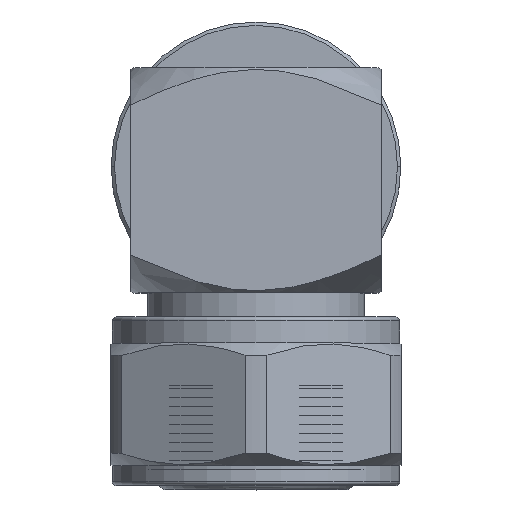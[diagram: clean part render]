
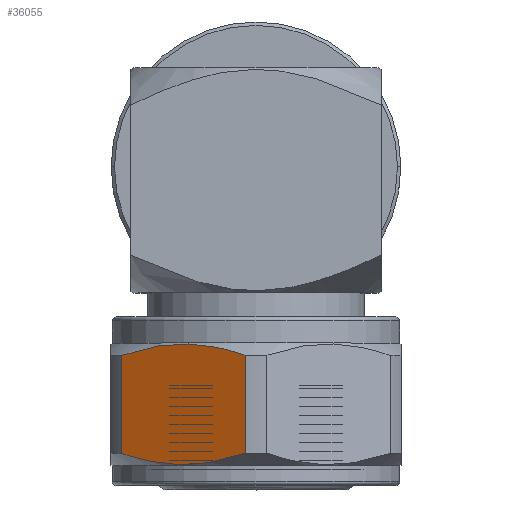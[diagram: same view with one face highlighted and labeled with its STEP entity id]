
A CAD part, top view. The second image highlights one B-rep face of the part: STEP entity #36055.
In plain terms, the highlighted face is planar.
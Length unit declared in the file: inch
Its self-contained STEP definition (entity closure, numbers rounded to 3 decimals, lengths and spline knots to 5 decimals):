
#163 = ORIENTED_EDGE ( 'NONE', *, *, #13117, .F. ) ;
#1427 = CARTESIAN_POINT ( 'NONE',  ( 0.42258, 0.31371, -0.32278 ) ) ;
#2914 = VERTEX_POINT ( 'NONE', #59227 ) ;
#5497 = ORIENTED_EDGE ( 'NONE', *, *, #63371, .F. ) ;
#6100 = B_SPLINE_CURVE_WITH_KNOTS ( 'NONE', 3,
 ( #28662, #23677, #8666, #18669, #28005, #43322, #13334, #63340, #44003, #63671, #7339, #53652, #13007, #43671, #22686, #33663, #64347, #17664, #64664, #33335, #32661, #33992, #27675, #38674, #52984, #53978, #47991, #37996, #38997, #44327, #17999, #54320 ),
 .UNSPECIFIED., .F., .F.,
 ( 4, 2, 2, 1, 1, 2, 2, 2, 2, 2, 2, 2, 2, 1, 1, 2, 2, 4 ),
 ( 0., 0.125, 0.1875, 0.21875, 0.23438, 0.24219, 0.25, 0.375, 0.4375, 0.46875, 0.5, 0.625, 0.6875, 0.71875, 0.73438, 0.74219, 0.75, 1. ),
 .UNSPECIFIED. ) ;
#6779 = VECTOR ( 'NONE', #25858, 39.37008 ) ;
#7339 = CARTESIAN_POINT ( 'NONE',  ( 0.08307, 0.42942, -0.12235 ) ) ;
#7401 = CARTESIAN_POINT ( 'NONE',  ( 0.43365, 0.39239, -0.18647 ) ) ;
#7734 = CARTESIAN_POINT ( 'NONE',  ( 0.43437, 0.38348, -0.20193 ) ) ;
#8666 = CARTESIAN_POINT ( 'NONE',  ( 0.09756, 0.46343, -0.06343 ) ) ;
#11409 = CARTESIAN_POINT ( 'NONE',  ( 0.42878, 0.41705, -0.14376 ) ) ;
#11754 = CARTESIAN_POINT ( 'NONE',  ( 0.4113, 0.46313, -0.06398 ) ) ;
#13007 = CARTESIAN_POINT ( 'NONE',  ( 0.07762, 0.411, -0.15424 ) ) ;
#13117 = EDGE_CURVE ( 'NONE', #2914, #41392, #6100, .T. ) ;
#13334 = CARTESIAN_POINT ( 'NONE',  ( 0.08553, 0.43639, -0.11029 ) ) ;
#13440 = B_SPLINE_CURVE_WITH_KNOTS ( 'NONE', 3,
 ( #34539, #14857, #29525, #34852, #60198, #14526, #1427, #21752, #52396, #41743, #53385, #17405, #32717, #63401, #27075, #32403, #52066, #37738, #42733, #7734, #7401, #17723, #57410, #11409, #38053, #62744, #53044, #62409, #48050, #48380, #11754, #27736 ),
 .UNSPECIFIED., .F., .F.,
 ( 4, 2, 2, 1, 1, 2, 2, 2, 2, 2, 2, 2, 2, 1, 1, 2, 2, 4 ),
 ( 0., 0.125, 0.1875, 0.21875, 0.23437, 0.24219, 0.25, 0.375, 0.4375, 0.46875, 0.5, 0.625, 0.6875, 0.71875, 0.73438, 0.74219, 0.75, 1. ),
 .UNSPECIFIED. ) ;
#14526 = CARTESIAN_POINT ( 'NONE',  ( 0.42133, 0.31048, -0.32837 ) ) ;
#14857 = CARTESIAN_POINT ( 'NONE',  ( 0.40577, 0.27789, -0.38482 ) ) ;
#17405 = CARTESIAN_POINT ( 'NONE',  ( 0.42823, 0.33024, -0.29415 ) ) ;
#17664 = CARTESIAN_POINT ( 'NONE',  ( 0.07384, 0.3801, -0.20779 ) ) ;
#17723 = CARTESIAN_POINT ( 'NONE',  ( 0.43141, 0.40581, -0.16322 ) ) ;
#17999 = CARTESIAN_POINT ( 'NONE',  ( 0.09682, 0.28697, -0.36909 ) ) ;
#18669 = CARTESIAN_POINT ( 'NONE',  ( 0.09133, 0.4504, -0.086 ) ) ;
#20119 = VERTEX_POINT ( 'NONE', #63679 ) ;
#21195 = CARTESIAN_POINT ( 'NONE',  ( 0.58702, 0.48114, -0.03279 ) ) ;
#21752 = CARTESIAN_POINT ( 'NONE',  ( 0.42394, 0.31747, -0.31626 ) ) ;
#22686 = CARTESIAN_POINT ( 'NONE',  ( 0.07477, 0.39335, -0.18481 ) ) ;
#23677 = CARTESIAN_POINT ( 'NONE',  ( 0.10235, 0.47221, -0.04825 ) ) ;
#24043 = PLANE ( 'NONE',  #37231 ) ;
#24261 = EDGE_CURVE ( 'NONE', #41392, #20119, #40925, .T. ) ;
#24299 = CARTESIAN_POINT ( 'NONE',  ( 0.58702, 0.26896, -0.40028 ) ) ;
#25858 = DIRECTION ( 'NONE',  ( -1., 0., 0. ) ) ;
#27075 = CARTESIAN_POINT ( 'NONE',  ( 0.43334, 0.35672, -0.24825 ) ) ;
#27675 = CARTESIAN_POINT ( 'NONE',  ( 0.07764, 0.33978, -0.27759 ) ) ;
#27736 = CARTESIAN_POINT ( 'NONE',  ( 0.40034, 0.48114, -0.03279 ) ) ;
#28005 = CARTESIAN_POINT ( 'NONE',  ( 0.08942, 0.44608, -0.09349 ) ) ;
#28662 = CARTESIAN_POINT ( 'NONE',  ( 0.10777, 0.48114, -0.03279 ) ) ;
#29525 = CARTESIAN_POINT ( 'NONE',  ( 0.41056, 0.28665, -0.36963 ) ) ;
#32403 = CARTESIAN_POINT ( 'NONE',  ( 0.43393, 0.36335, -0.23678 ) ) ;
#32661 = CARTESIAN_POINT ( 'NONE',  ( 0.07447, 0.35768, -0.24658 ) ) ;
#32717 = CARTESIAN_POINT ( 'NONE',  ( 0.43049, 0.33907, -0.27881 ) ) ;
#33335 = CARTESIAN_POINT ( 'NONE',  ( 0.07374, 0.36662, -0.23114 ) ) ;
#33663 = CARTESIAN_POINT ( 'NONE',  ( 0.07419, 0.38673, -0.19628 ) ) ;
#33992 = CARTESIAN_POINT ( 'NONE',  ( 0.07671, 0.34426, -0.26983 ) ) ;
#34539 = CARTESIAN_POINT ( 'NONE',  ( 0.40034, 0.26896, -0.40028 ) ) ;
#34852 = CARTESIAN_POINT ( 'NONE',  ( 0.41678, 0.29968, -0.34706 ) ) ;
#35926 = DIRECTION ( 'NONE',  ( 1., 0., 0. ) ) ;
#36055 = ADVANCED_FACE ( 'NONE', ( #54023 ), #24043, .T. ) ;
#37231 = AXIS2_PLACEMENT_3D ( 'NONE', #65029, #60019, #44046 ) ;
#37738 = CARTESIAN_POINT ( 'NONE',  ( 0.43428, 0.37, -0.22528 ) ) ;
#37996 = CARTESIAN_POINT ( 'NONE',  ( 0.08235, 0.32284, -0.30697 ) ) ;
#38053 = CARTESIAN_POINT ( 'NONE',  ( 0.42786, 0.42044, -0.1379 ) ) ;
#38674 = CARTESIAN_POINT ( 'NONE',  ( 0.07934, 0.33303, -0.2893 ) ) ;
#38997 = CARTESIAN_POINT ( 'NONE',  ( 0.08255, 0.32224, -0.308 ) ) ;
#40925 = LINE ( 'NONE', #24299, #45693 ) ;
#41392 = VERTEX_POINT ( 'NONE', #47838 ) ;
#41743 = CARTESIAN_POINT ( 'NONE',  ( 0.42487, 0.32016, -0.3116 ) ) ;
#42733 = CARTESIAN_POINT ( 'NONE',  ( 0.43433, 0.37219, -0.22149 ) ) ;
#43322 = CARTESIAN_POINT ( 'NONE',  ( 0.08679, 0.43962, -0.10469 ) ) ;
#43671 = CARTESIAN_POINT ( 'NONE',  ( 0.07534, 0.39776, -0.17717 ) ) ;
#44003 = CARTESIAN_POINT ( 'NONE',  ( 0.08361, 0.43101, -0.1196 ) ) ;
#44046 = DIRECTION ( 'NONE',  ( -1., 0., 0. ) ) ;
#44327 = CARTESIAN_POINT ( 'NONE',  ( 0.08847, 0.30434, -0.33901 ) ) ;
#45693 = VECTOR ( 'NONE', #35926, 39.37008 ) ;
#46260 = ORIENTED_EDGE ( 'NONE', *, *, #47386, .F. ) ;
#47386 = EDGE_CURVE ( 'NONE', #20119, #58561, #13440, .T. ) ;
#47838 = CARTESIAN_POINT ( 'NONE',  ( 0.10777, 0.26896, -0.40028 ) ) ;
#47991 = CARTESIAN_POINT ( 'NONE',  ( 0.08199, 0.32398, -0.305 ) ) ;
#48050 = CARTESIAN_POINT ( 'NONE',  ( 0.42557, 0.42786, -0.12507 ) ) ;
#48116 = ORIENTED_EDGE ( 'NONE', *, *, #24261, .F. ) ;
#48272 = EDGE_LOOP ( 'NONE', ( #46260, #48116, #163, #5497 ) ) ;
#48380 = CARTESIAN_POINT ( 'NONE',  ( 0.41964, 0.44576, -0.09406 ) ) ;
#50160 = CARTESIAN_POINT ( 'NONE',  ( 0.40034, 0.48114, -0.03279 ) ) ;
#52066 = CARTESIAN_POINT ( 'NONE',  ( 0.43407, 0.36557, -0.23295 ) ) ;
#52396 = CARTESIAN_POINT ( 'NONE',  ( 0.4245, 0.31909, -0.31347 ) ) ;
#52984 = CARTESIAN_POINT ( 'NONE',  ( 0.08025, 0.32965, -0.29516 ) ) ;
#53044 = CARTESIAN_POINT ( 'NONE',  ( 0.42613, 0.42612, -0.12807 ) ) ;
#53385 = CARTESIAN_POINT ( 'NONE',  ( 0.42505, 0.32067, -0.31072 ) ) ;
#53652 = CARTESIAN_POINT ( 'NONE',  ( 0.07988, 0.41986, -0.13892 ) ) ;
#53978 = CARTESIAN_POINT ( 'NONE',  ( 0.08145, 0.32568, -0.30204 ) ) ;
#54023 = FACE_OUTER_BOUND ( 'NONE', #48272, .T. ) ;
#54320 = CARTESIAN_POINT ( 'NONE',  ( 0.10777, 0.26896, -0.40028 ) ) ;
#57176 = LINE ( 'NONE', #21195, #6779 ) ;
#57410 = CARTESIAN_POINT ( 'NONE',  ( 0.43047, 0.41029, -0.15546 ) ) ;
#58561 = VERTEX_POINT ( 'NONE', #50160 ) ;
#59227 = CARTESIAN_POINT ( 'NONE',  ( 0.10777, 0.48114, -0.03279 ) ) ;
#60019 = DIRECTION ( 'NONE',  ( 0., 0.866, -0.5 ) ) ;
#60198 = CARTESIAN_POINT ( 'NONE',  ( 0.4187, 0.304, -0.33958 ) ) ;
#62409 = CARTESIAN_POINT ( 'NONE',  ( 0.42576, 0.42726, -0.1261 ) ) ;
#62744 = CARTESIAN_POINT ( 'NONE',  ( 0.42667, 0.42442, -0.13103 ) ) ;
#63340 = CARTESIAN_POINT ( 'NONE',  ( 0.08417, 0.43263, -0.11681 ) ) ;
#63371 = EDGE_CURVE ( 'NONE', #58561, #2914, #57176, .T. ) ;
#63401 = CARTESIAN_POINT ( 'NONE',  ( 0.43277, 0.35231, -0.25588 ) ) ;
#63671 = CARTESIAN_POINT ( 'NONE',  ( 0.08324, 0.42994, -0.12147 ) ) ;
#63679 = CARTESIAN_POINT ( 'NONE',  ( 0.40034, 0.26896, -0.40028 ) ) ;
#64347 = CARTESIAN_POINT ( 'NONE',  ( 0.07404, 0.38452, -0.20011 ) ) ;
#64664 = CARTESIAN_POINT ( 'NONE',  ( 0.07378, 0.37791, -0.21158 ) ) ;
#65029 = CARTESIAN_POINT ( 'NONE',  ( 2.01518, 0.50007, 0. ) ) ;
